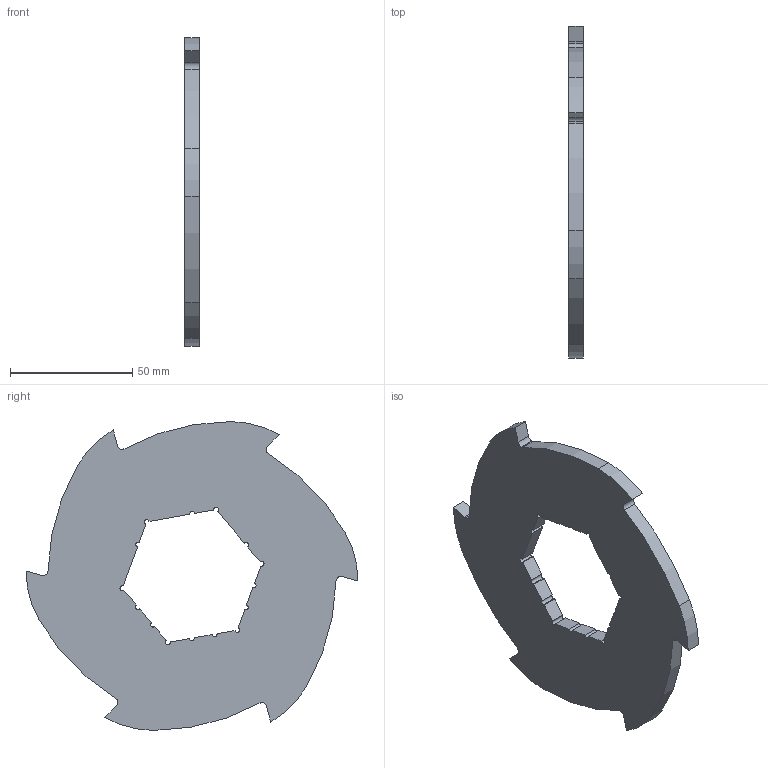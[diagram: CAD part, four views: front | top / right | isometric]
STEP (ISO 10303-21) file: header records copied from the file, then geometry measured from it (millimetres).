
FILE_DESCRIPTION (( 'STEP AP203' ), '1' );
FILE_NAME ('SHRPRO-V1 1120.09-A 6 Teeth blade 9.step', '2019-12-23T20:13:34', ( '' ), ( '' ), 'SwSTEP 2.0', 'SolidWorks 2018', '' );
FILE_SCHEMA (( 'CONFIG_CONTROL_DESIGN' ));
Length unit declared in the file: millimetre
Products named in the file (1): SHRPRO-V1 1120.09-A 6 Teeth blade 9
Bounding box: 6 x 135.92 x 126.43 mm (x, y, z)
Volume: 61124.3 mm3; surface area: 24309.8 mm2
Topology: 1 solids, 1 shells, 71 faces, 207 edges, 138 vertices
Faces by surface type: cylinder 48, plane 23
Entity records: 2478 total; most frequent: DIRECTION 447, CARTESIAN_POINT 417, ORIENTED_EDGE 414, EDGE_CURVE 207, AXIS2_PLACEMENT_3D 168, VERTEX_POINT 138, VECTOR 111, LINE 111
